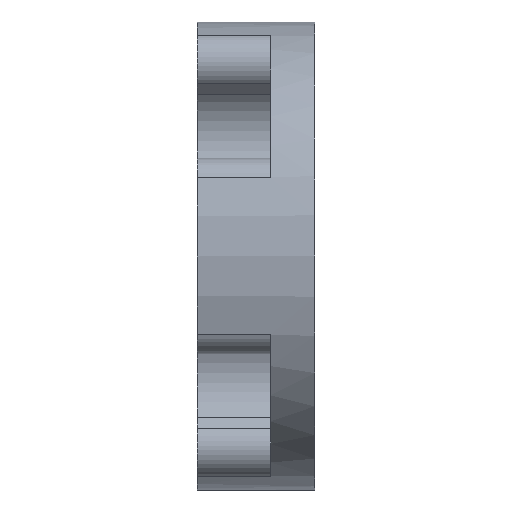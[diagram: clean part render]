
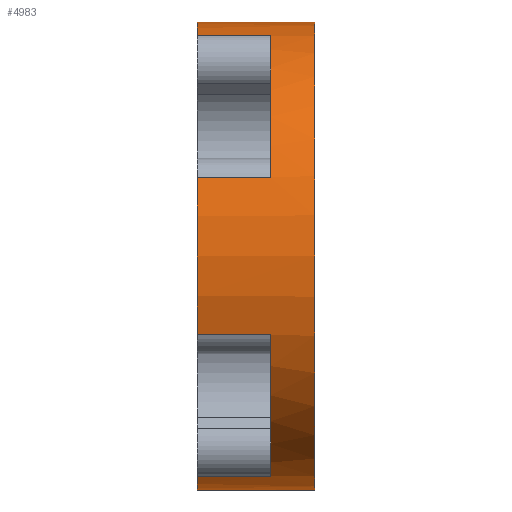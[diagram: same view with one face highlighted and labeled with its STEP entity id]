
A CAD part, left-side view. The second image highlights one B-rep face of the part: STEP entity #4983.
In plain terms, the highlighted cylindrical face has radius 15.985 mm (diameter 31.97 mm), a partial arc.
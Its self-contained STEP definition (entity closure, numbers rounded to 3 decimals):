
#131 = ORIENTED_EDGE ( 'NONE', *, *, #10075, .T. ) ;
#192 = DIRECTION ( 'NONE',  ( 0., 1., 0. ) ) ;
#548 = CIRCLE ( 'NONE', #17542, 15.985 ) ;
#586 = CARTESIAN_POINT ( 'NONE',  ( -5.361, 8., 15.059 ) ) ;
#874 = ORIENTED_EDGE ( 'NONE', *, *, #4867, .T. ) ;
#1264 = CIRCLE ( 'NONE', #4223, 15.985 ) ;
#1315 = CIRCLE ( 'NONE', #4256, 15.985 ) ;
#2125 = EDGE_CURVE ( 'NONE', #4216, #2476, #13896, .T. ) ;
#2177 = CIRCLE ( 'NONE', #8979, 15.985 ) ;
#2208 = DIRECTION ( 'NONE',  ( 0., 1., 0. ) ) ;
#2241 = LINE ( 'NONE', #17149, #3200 ) ;
#2476 = VERTEX_POINT ( 'NONE', #11865 ) ;
#2846 = CARTESIAN_POINT ( 'NONE',  ( -5.361, 8., -15.059 ) ) ;
#3200 = VECTOR ( 'NONE', #4815, 1000. ) ;
#3276 = AXIS2_PLACEMENT_3D ( 'NONE', #6019, #10664, #15186 ) ;
#3423 = DIRECTION ( 'NONE',  ( 0., 0., 1. ) ) ;
#3685 = DIRECTION ( 'NONE',  ( 0., -1., 0. ) ) ;
#3898 = CARTESIAN_POINT ( 'NONE',  ( 0., 0., 0. ) ) ;
#4216 = VERTEX_POINT ( 'NONE', #14201 ) ;
#4223 = AXIS2_PLACEMENT_3D ( 'NONE', #7279, #7080, #17994 ) ;
#4246 = LINE ( 'NONE', #2846, #16022 ) ;
#4256 = AXIS2_PLACEMENT_3D ( 'NONE', #15687, #192, #8263 ) ;
#4348 = VERTEX_POINT ( 'NONE', #11227 ) ;
#4815 = DIRECTION ( 'NONE',  ( 0., 1., 0. ) ) ;
#4867 = EDGE_CURVE ( 'NONE', #7728, #13422, #2241, .T. ) ;
#4899 = VERTEX_POINT ( 'NONE', #15660 ) ;
#4983 = ADVANCED_FACE ( 'NONE', ( #6573 ), #11888, .T. ) ;
#5366 = VERTEX_POINT ( 'NONE', #13551 ) ;
#6019 = CARTESIAN_POINT ( 'NONE',  ( 0., 8., 0. ) ) ;
#6259 = VECTOR ( 'NONE', #7122, 1000. ) ;
#6294 = CARTESIAN_POINT ( 'NONE',  ( -15.059, 3., 5.361 ) ) ;
#6573 = FACE_OUTER_BOUND ( 'NONE', #8380, .T. ) ;
#6826 = ORIENTED_EDGE ( 'NONE', *, *, #12933, .T. ) ;
#7051 = CARTESIAN_POINT ( 'NONE',  ( 0., 8., 15.985 ) ) ;
#7080 = DIRECTION ( 'NONE',  ( 0., 1., 0. ) ) ;
#7122 = DIRECTION ( 'NONE',  ( 0., -1., 0. ) ) ;
#7279 = CARTESIAN_POINT ( 'NONE',  ( 0., 3., 0. ) ) ;
#7421 = ORIENTED_EDGE ( 'NONE', *, *, #14849, .F. ) ;
#7431 = ORIENTED_EDGE ( 'NONE', *, *, #18806, .F. ) ;
#7661 = EDGE_CURVE ( 'NONE', #9590, #2476, #4246, .T. ) ;
#7728 = VERTEX_POINT ( 'NONE', #6294 ) ;
#7843 = VECTOR ( 'NONE', #12184, 1000. ) ;
#8027 = ORIENTED_EDGE ( 'NONE', *, *, #7661, .T. ) ;
#8253 = EDGE_CURVE ( 'NONE', #4348, #15796, #16749, .T. ) ;
#8263 = DIRECTION ( 'NONE',  ( 0., 0., 1. ) ) ;
#8327 = DIRECTION ( 'NONE',  ( 0., 1., 0. ) ) ;
#8380 = EDGE_LOOP ( 'NONE', ( #7431, #7421, #6826, #19056, #874, #13315, #11531, #19838, #8027, #13491, #17571, #131 ) ) ;
#8526 = DIRECTION ( 'NONE',  ( 0., 0., 1. ) ) ;
#8711 = CARTESIAN_POINT ( 'NONE',  ( -15.059, 8., -5.361 ) ) ;
#8979 = AXIS2_PLACEMENT_3D ( 'NONE', #16289, #8327, #8526 ) ;
#9590 = VERTEX_POINT ( 'NONE', #17499 ) ;
#9735 = LINE ( 'NONE', #20056, #7843 ) ;
#9760 = VECTOR ( 'NONE', #11871, 1000. ) ;
#9786 = CARTESIAN_POINT ( 'NONE',  ( 0., 8., 0. ) ) ;
#9822 = EDGE_CURVE ( 'NONE', #4348, #13422, #16727, .T. ) ;
#10075 = EDGE_CURVE ( 'NONE', #19449, #4899, #548, .T. ) ;
#10117 = VECTOR ( 'NONE', #3685, 1000. ) ;
#10603 = LINE ( 'NONE', #586, #10117 ) ;
#10664 = DIRECTION ( 'NONE',  ( 0., 1., 0. ) ) ;
#11227 = CARTESIAN_POINT ( 'NONE',  ( -15.059, 8., -5.361 ) ) ;
#11531 = ORIENTED_EDGE ( 'NONE', *, *, #8253, .T. ) ;
#11558 = CARTESIAN_POINT ( 'NONE',  ( 0., 0., -15.985 ) ) ;
#11865 = CARTESIAN_POINT ( 'NONE',  ( -5.361, 8., -15.059 ) ) ;
#11871 = DIRECTION ( 'NONE',  ( 0., -1., 0. ) ) ;
#11888 = CYLINDRICAL_SURFACE ( 'NONE', #12723, 15.985 ) ;
#11957 = VERTEX_POINT ( 'NONE', #13396 ) ;
#11964 = VERTEX_POINT ( 'NONE', #15205 ) ;
#12184 = DIRECTION ( 'NONE',  ( 0., -1., 0. ) ) ;
#12723 = AXIS2_PLACEMENT_3D ( 'NONE', #9786, #19251, #13087 ) ;
#12742 = CARTESIAN_POINT ( 'NONE',  ( 0., 8., 0. ) ) ;
#12933 = EDGE_CURVE ( 'NONE', #5366, #11964, #10603, .T. ) ;
#13087 = DIRECTION ( 'NONE',  ( 0., 0., -1. ) ) ;
#13315 = ORIENTED_EDGE ( 'NONE', *, *, #9822, .F. ) ;
#13396 = CARTESIAN_POINT ( 'NONE',  ( 0., 8., 15.985 ) ) ;
#13422 = VERTEX_POINT ( 'NONE', #14054 ) ;
#13491 = ORIENTED_EDGE ( 'NONE', *, *, #2125, .F. ) ;
#13551 = CARTESIAN_POINT ( 'NONE',  ( -5.361, 8., 15.059 ) ) ;
#13896 = CIRCLE ( 'NONE', #3276, 15.985 ) ;
#14054 = CARTESIAN_POINT ( 'NONE',  ( -15.059, 8., 5.361 ) ) ;
#14201 = CARTESIAN_POINT ( 'NONE',  ( 0., 8., -15.985 ) ) ;
#14450 = AXIS2_PLACEMENT_3D ( 'NONE', #12742, #15954, #3423 ) ;
#14849 = EDGE_CURVE ( 'NONE', #5366, #11957, #1315, .T. ) ;
#15186 = DIRECTION ( 'NONE',  ( 0., 0., 1. ) ) ;
#15205 = CARTESIAN_POINT ( 'NONE',  ( -5.361, 3., 15.059 ) ) ;
#15660 = CARTESIAN_POINT ( 'NONE',  ( 0., 0., 15.985 ) ) ;
#15687 = CARTESIAN_POINT ( 'NONE',  ( 0., 8., 0. ) ) ;
#15796 = VERTEX_POINT ( 'NONE', #17482 ) ;
#15954 = DIRECTION ( 'NONE',  ( 0., 1., 0. ) ) ;
#16022 = VECTOR ( 'NONE', #18310, 1000. ) ;
#16289 = CARTESIAN_POINT ( 'NONE',  ( 0., 3., 0. ) ) ;
#16727 = CIRCLE ( 'NONE', #14450, 15.985 ) ;
#16749 = LINE ( 'NONE', #8711, #9760 ) ;
#16891 = LINE ( 'NONE', #7051, #6259 ) ;
#17149 = CARTESIAN_POINT ( 'NONE',  ( -15.059, 8., 5.361 ) ) ;
#17482 = CARTESIAN_POINT ( 'NONE',  ( -15.059, 3., -5.361 ) ) ;
#17499 = CARTESIAN_POINT ( 'NONE',  ( -5.361, 3., -15.059 ) ) ;
#17542 = AXIS2_PLACEMENT_3D ( 'NONE', #3898, #2208, #19088 ) ;
#17571 = ORIENTED_EDGE ( 'NONE', *, *, #17977, .T. ) ;
#17977 = EDGE_CURVE ( 'NONE', #4216, #19449, #9735, .T. ) ;
#17994 = DIRECTION ( 'NONE',  ( 0., 0., 1. ) ) ;
#18310 = DIRECTION ( 'NONE',  ( 0., 1., 0. ) ) ;
#18806 = EDGE_CURVE ( 'NONE', #11957, #4899, #16891, .T. ) ;
#19056 = ORIENTED_EDGE ( 'NONE', *, *, #19553, .F. ) ;
#19088 = DIRECTION ( 'NONE',  ( 0., 0., 1. ) ) ;
#19251 = DIRECTION ( 'NONE',  ( 0., -1., 0. ) ) ;
#19449 = VERTEX_POINT ( 'NONE', #11558 ) ;
#19553 = EDGE_CURVE ( 'NONE', #7728, #11964, #2177, .T. ) ;
#19824 = EDGE_CURVE ( 'NONE', #9590, #15796, #1264, .T. ) ;
#19838 = ORIENTED_EDGE ( 'NONE', *, *, #19824, .F. ) ;
#20056 = CARTESIAN_POINT ( 'NONE',  ( 0., 8., -15.985 ) ) ;
